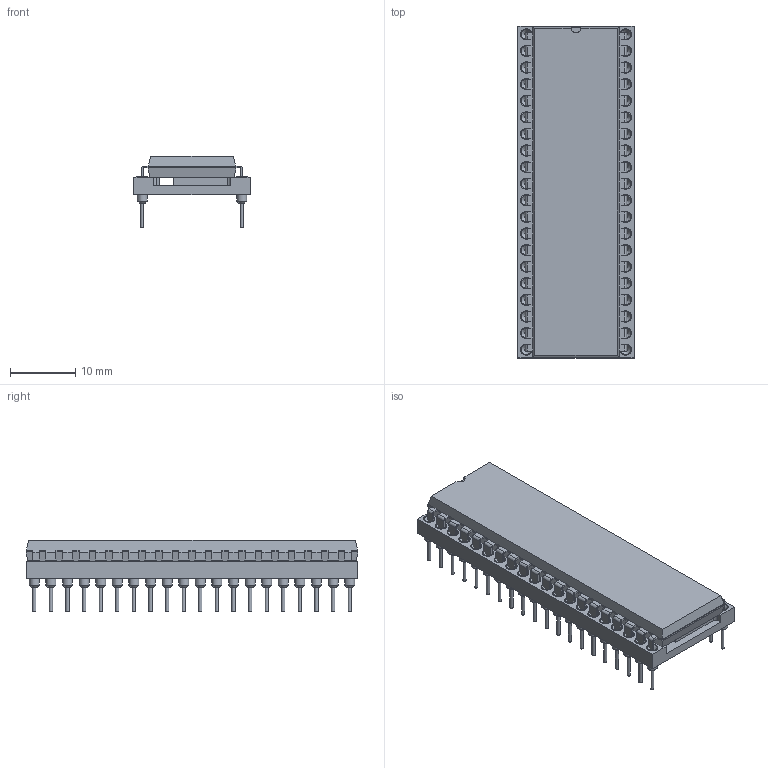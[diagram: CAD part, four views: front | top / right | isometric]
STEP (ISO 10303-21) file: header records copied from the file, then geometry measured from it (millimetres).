
FILE_DESCRIPTION(('FreeCAD Model'),'2;1');
FILE_NAME('Open CASCADE Shape Model','2025-04-20T22:54:13',('Author'),( ''),'Open CASCADE STEP processor 7.7','FreeCAD','Unknown');
FILE_SCHEMA(('AUTOMOTIVE_DESIGN { 1 0 10303 214 1 1 1 1 }'));
Length unit declared in the file: millimetre
Products named in the file (3): Unnamed; DIP_40_W1524mm_Socket; DIP-40_W15.24mm
Assembly tree (2 placements, depth 2):
  Unnamed
    DIP_40_W1524mm_Socket
    DIP-40_W15.24mm
Bounding box: 17.78 x 50.8 x 10.96 mm (x, y, z)
Volume: 3382 mm3; surface area: 4479.6 mm2
Topology: 2 solids, 2 shells, 1219 faces, 2802 edges, 1784 vertices
Faces by surface type: plane 790, cylinder 257, cone 120, bspline 52
Full cylindrical faces by diameter (mm): 0.508 x80, 1.524 x40, 1.724 x40
Entity records: 41877 total; most frequent: CARTESIAN_POINT 6280, DIRECTION 5799, ORIENTED_EDGE 5604, EDGE_CURVE 2802, LINE 2107, VECTOR 2107, AXIS2_PLACEMENT_3D 1846, VERTEX_POINT 1784
